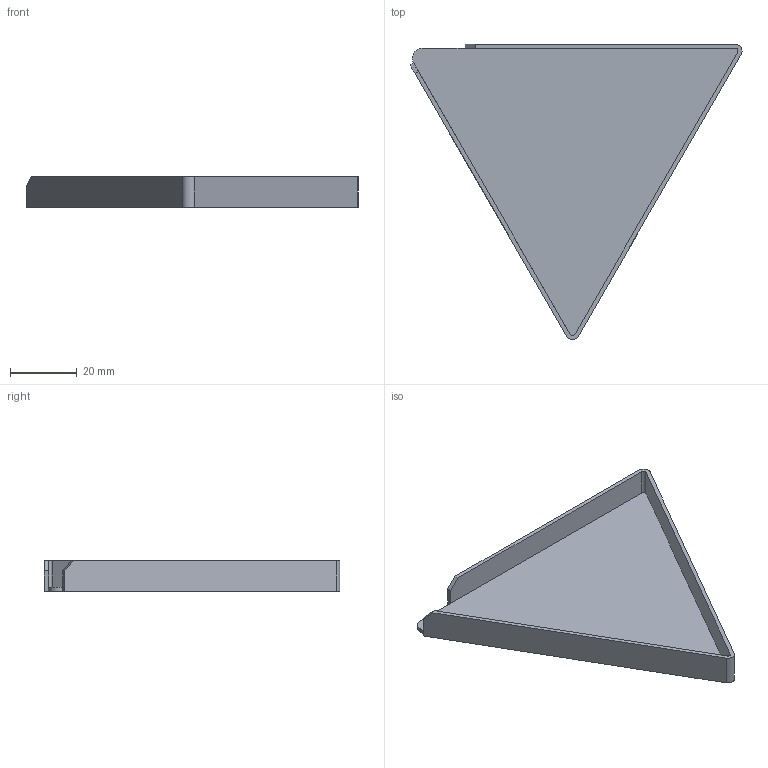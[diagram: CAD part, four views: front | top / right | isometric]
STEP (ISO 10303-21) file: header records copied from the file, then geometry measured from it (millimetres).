
FILE_DESCRIPTION(/* description */ (''),/* implementation_level */ '2;1');
FILE_NAME(/* name */ 'Pill Counter.step',/* time_stamp */ '2024-10-05T19:13:44-05:00',/* author */ (''),/* organization */ (''),/* preprocessor_version */ 'ST-DEVELOPER v20',/* originating_system */ 'Autodesk Translation Framework v13.20.0.188',/* authorisation */ '');
FILE_SCHEMA (('AUTOMOTIVE_DESIGN { 1 0 10303 214 3 1 1 }'));
Length unit declared in the file: millimetre
Products named in the file (1): (Unsaved)
Bounding box: 99.15 x 88.2 x 9 mm (x, y, z)
Volume: 8172.9 mm3; surface area: 13997.3 mm2
Topology: 1 solids, 1 shells, 19 faces, 49 edges, 32 vertices
Faces by surface type: plane 14, cylinder 5
Entity records: 610 total; most frequent: CARTESIAN_POINT 101, DIRECTION 99, ORIENTED_EDGE 98, EDGE_CURVE 49, LINE 39, VECTOR 39, VERTEX_POINT 32, AXIS2_PLACEMENT_3D 30
